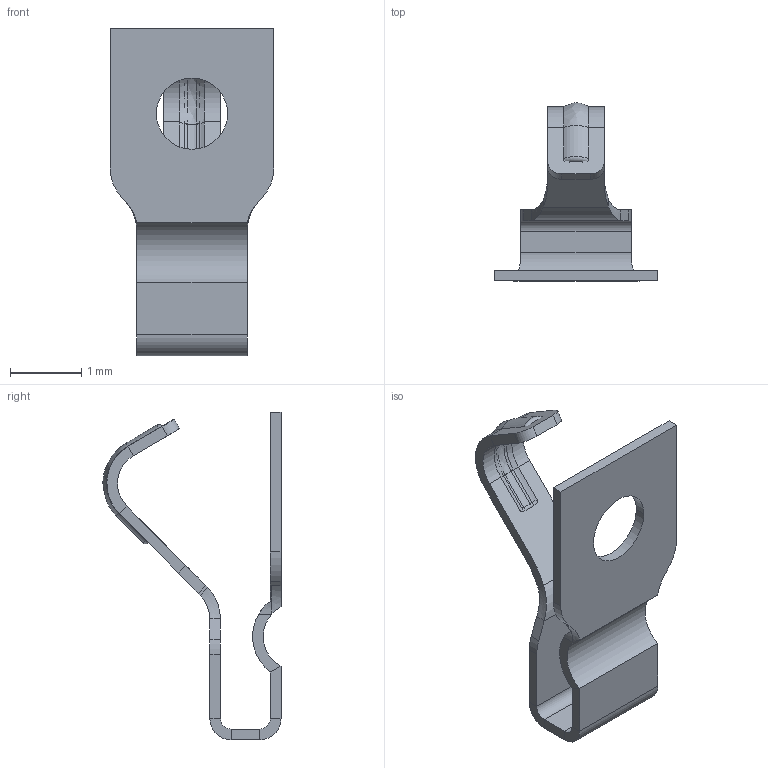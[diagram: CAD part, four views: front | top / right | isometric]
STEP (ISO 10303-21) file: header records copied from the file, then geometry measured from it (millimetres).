
FILE_DESCRIPTION((''),'2;1');
FILE_NAME('S7141-45','2016-04-18T',('wpreston'),(''),'CREO PARAMETRIC BY PTC INC, 2015290','CREO PARAMETRIC BY PTC INC, 2015290','');
FILE_SCHEMA(('CONFIG_CONTROL_DESIGN'));
Length unit declared in the file: millimetre
Products named in the file (1): S7141-45
Bounding box: 2.3 x 2.5 x 4.6 mm (x, y, z)
Volume: 2.3 mm3; surface area: 36 mm2
Topology: 2 solids, 2 shells, 94 faces, 216 edges, 126 vertices
Faces by surface type: plane 46, cylinder 31, bspline 10, torus 5, cone 2
Entity records: 3601 total; most frequent: CARTESIAN_POINT 791, DIRECTION 440, ORIENTED_EDGE 432, PRESENTATION_STYLE_ASSIGNMENT 218, STYLED_ITEM 218, CURVE_STYLE 216, EDGE_CURVE 216, AXIS2_PLACEMENT_3D 156
